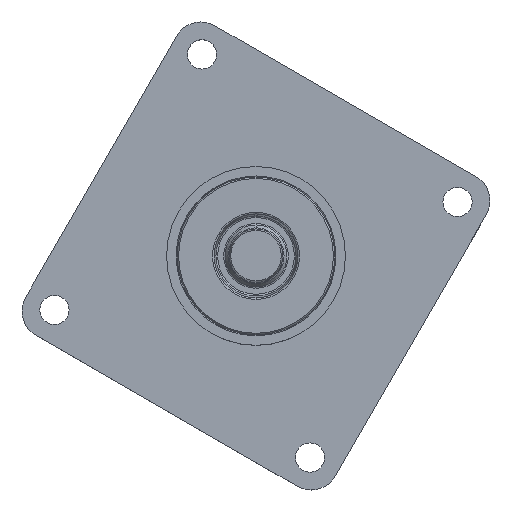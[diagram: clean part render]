
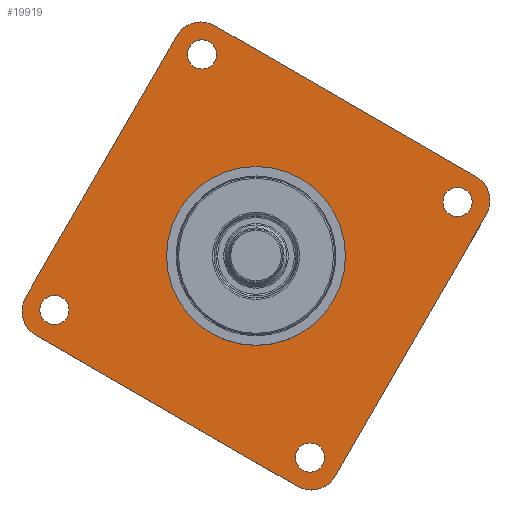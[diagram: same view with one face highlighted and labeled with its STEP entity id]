
A CAD part, top view. The second image highlights one B-rep face of the part: STEP entity #19919.
In plain terms, the highlighted planar face has unit normal (0, 0, 1).
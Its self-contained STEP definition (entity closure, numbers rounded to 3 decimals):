
#11=CARTESIAN_POINT('',(0.,0.,22.5));
#12=DIRECTION('',(0.,0.,-1.));
#13=DIRECTION('',(0.,1.,0.));
#14=AXIS2_PLACEMENT_3D('',#11,#12,#13);
#20=CARTESIAN_POINT('',(0.,0.,22.5));
#21=DIRECTION('',(0.,0.,1.));
#22=DIRECTION('',(0.,1.,0.));
#23=AXIS2_PLACEMENT_3D('',#20,#21,#22);
#29=DIRECTION('',(0.5,0.866,0.));
#30=VECTOR('',#29,53.5);
#31=CARTESIAN_POINT('',(-40.871,-7.291,22.5));
#32=LINE('',#31,#30);
#33=CARTESIAN_POINT('',(-9.791,36.541,22.5));
#34=DIRECTION('',(0.,0.,1.));
#35=DIRECTION('',(0.5,0.866,0.));
#36=AXIS2_PLACEMENT_3D('',#33,#34,#35);
#38=DIRECTION('',(0.866,-0.5,0.));
#39=VECTOR('',#38,53.5);
#40=CARTESIAN_POINT('',(-7.291,40.871,22.5));
#41=LINE('',#40,#39);
#42=CARTESIAN_POINT('',(36.541,9.791,22.5));
#43=DIRECTION('',(0.,0.,1.));
#44=DIRECTION('',(0.866,-0.5,0.));
#45=AXIS2_PLACEMENT_3D('',#42,#43,#44);
#47=DIRECTION('',(-0.5,-0.866,0.));
#48=VECTOR('',#47,53.5);
#49=CARTESIAN_POINT('',(40.871,7.291,22.5));
#50=LINE('',#49,#48);
#51=CARTESIAN_POINT('',(9.791,-36.541,22.5));
#52=DIRECTION('',(0.,0.,1.));
#53=DIRECTION('',(-0.5,-0.866,0.));
#54=AXIS2_PLACEMENT_3D('',#51,#52,#53);
#56=DIRECTION('',(-0.866,0.5,0.));
#57=VECTOR('',#56,53.5);
#58=CARTESIAN_POINT('',(7.291,-40.871,22.5));
#59=LINE('',#58,#57);
#60=CARTESIAN_POINT('',(-36.541,-9.791,22.5));
#61=DIRECTION('',(0.,0.,1.));
#62=DIRECTION('',(-0.866,0.5,0.));
#63=AXIS2_PLACEMENT_3D('',#60,#61,#62);
#65=CARTESIAN_POINT('',(9.59,-35.79,22.5));
#66=DIRECTION('',(0.,0.,-1.));
#67=DIRECTION('',(0.,-1.,0.));
#68=AXIS2_PLACEMENT_3D('',#65,#66,#67);
#70=CARTESIAN_POINT('',(9.59,-35.79,22.5));
#71=DIRECTION('',(0.,0.,-1.));
#72=DIRECTION('',(0.,1.,0.));
#73=AXIS2_PLACEMENT_3D('',#70,#71,#72);
#75=CARTESIAN_POINT('',(-35.79,-9.59,22.5));
#76=DIRECTION('',(0.,0.,-1.));
#77=DIRECTION('',(0.,-1.,0.));
#78=AXIS2_PLACEMENT_3D('',#75,#76,#77);
#80=CARTESIAN_POINT('',(-35.79,-9.59,22.5));
#81=DIRECTION('',(0.,0.,-1.));
#82=DIRECTION('',(0.,1.,0.));
#83=AXIS2_PLACEMENT_3D('',#80,#81,#82);
#85=CARTESIAN_POINT('',(35.79,9.59,22.5));
#86=DIRECTION('',(0.,0.,-1.));
#87=DIRECTION('',(0.,-1.,0.));
#88=AXIS2_PLACEMENT_3D('',#85,#86,#87);
#90=CARTESIAN_POINT('',(35.79,9.59,22.5));
#91=DIRECTION('',(0.,0.,-1.));
#92=DIRECTION('',(0.,1.,0.));
#93=AXIS2_PLACEMENT_3D('',#90,#91,#92);
#95=CARTESIAN_POINT('',(-9.59,35.79,22.5));
#96=DIRECTION('',(0.,0.,-1.));
#97=DIRECTION('',(0.,-1.,0.));
#98=AXIS2_PLACEMENT_3D('',#95,#96,#97);
#100=CARTESIAN_POINT('',(-9.59,35.79,22.5));
#101=DIRECTION('',(0.,0.,-1.));
#102=DIRECTION('',(0.,1.,0.));
#103=AXIS2_PLACEMENT_3D('',#100,#101,#102);
#16649=CARTESIAN_POINT('',(-40.871,-7.291,22.5));
#16651=VERTEX_POINT('',#16649);
#16653=CARTESIAN_POINT('',(-14.121,39.041,22.5));
#16655=VERTEX_POINT('',#16653);
#16657=CARTESIAN_POINT('',(-7.291,40.871,22.5));
#16659=VERTEX_POINT('',#16657);
#16661=CARTESIAN_POINT('',(39.041,14.121,22.5));
#16663=VERTEX_POINT('',#16661);
#16665=CARTESIAN_POINT('',(40.871,7.291,22.5));
#16667=VERTEX_POINT('',#16665);
#16669=CARTESIAN_POINT('',(14.121,-39.041,22.5));
#16671=VERTEX_POINT('',#16669);
#16673=CARTESIAN_POINT('',(7.291,-40.871,22.5));
#16675=VERTEX_POINT('',#16673);
#16677=CARTESIAN_POINT('',(-39.041,-14.121,22.5));
#16679=VERTEX_POINT('',#16677);
#16681=CARTESIAN_POINT('',(0.,15.875,22.5));
#16682=CARTESIAN_POINT('',(0.,-15.875,22.5));
#16683=VERTEX_POINT('',#16681);
#16684=VERTEX_POINT('',#16682);
#16689=CARTESIAN_POINT('',(-9.59,33.19,22.5));
#16690=CARTESIAN_POINT('',(-9.59,38.39,22.5));
#16691=VERTEX_POINT('',#16689);
#16692=VERTEX_POINT('',#16690);
#16697=CARTESIAN_POINT('',(35.79,6.99,22.5));
#16698=CARTESIAN_POINT('',(35.79,12.19,22.5));
#16699=VERTEX_POINT('',#16697);
#16700=VERTEX_POINT('',#16698);
#16705=CARTESIAN_POINT('',(-35.79,-12.19,22.5));
#16706=CARTESIAN_POINT('',(-35.79,-6.99,22.5));
#16707=VERTEX_POINT('',#16705);
#16708=VERTEX_POINT('',#16706);
#16713=CARTESIAN_POINT('',(9.59,-38.39,22.5));
#16714=CARTESIAN_POINT('',(9.59,-33.19,22.5));
#16715=VERTEX_POINT('',#16713);
#16716=VERTEX_POINT('',#16714);
#19868=CARTESIAN_POINT('',(0.,0.,22.5));
#19869=DIRECTION('',(0.,0.,-1.));
#19870=DIRECTION('',(0.,1.,0.));
#19871=AXIS2_PLACEMENT_3D('',#19868,#19869,#19870);
#19872=PLANE('',#19871);
#19874=ORIENTED_EDGE('',*,*,#19873,.T.);
#19876=ORIENTED_EDGE('',*,*,#19875,.F.);
#19878=ORIENTED_EDGE('',*,*,#19877,.T.);
#19880=ORIENTED_EDGE('',*,*,#19879,.F.);
#19882=ORIENTED_EDGE('',*,*,#19881,.T.);
#19884=ORIENTED_EDGE('',*,*,#19883,.F.);
#19886=ORIENTED_EDGE('',*,*,#19885,.T.);
#19888=ORIENTED_EDGE('',*,*,#19887,.F.);
#19889=EDGE_LOOP('',(#19874,#19876,#19878,#19880,#19882,#19884,#19886,#19888));
#19890=FACE_OUTER_BOUND('',#19889,.F.);
#19892=ORIENTED_EDGE('',*,*,#19891,.F.);
#19894=ORIENTED_EDGE('',*,*,#19893,.F.);
#19895=EDGE_LOOP('',(#19892,#19894));
#19896=FACE_BOUND('',#19895,.F.);
#19898=ORIENTED_EDGE('',*,*,#19897,.F.);
#19900=ORIENTED_EDGE('',*,*,#19899,.F.);
#19901=EDGE_LOOP('',(#19898,#19900));
#19902=FACE_BOUND('',#19901,.F.);
#19904=ORIENTED_EDGE('',*,*,#19903,.F.);
#19906=ORIENTED_EDGE('',*,*,#19905,.F.);
#19907=EDGE_LOOP('',(#19904,#19906));
#19908=FACE_BOUND('',#19907,.F.);
#19909=ORIENTED_EDGE('',*,*,#19862,.T.);
#19910=ORIENTED_EDGE('',*,*,#19848,.F.);
#19911=EDGE_LOOP('',(#19909,#19910));
#19912=FACE_BOUND('',#19911,.F.);
#19914=ORIENTED_EDGE('',*,*,#19913,.F.);
#19916=ORIENTED_EDGE('',*,*,#19915,.F.);
#19917=EDGE_LOOP('',(#19914,#19916));
#19918=FACE_BOUND('',#19917,.F.);
#15=CIRCLE('',#14,15.875);
#24=CIRCLE('',#23,15.875);
#37=CIRCLE('',#36,5.);
#46=CIRCLE('',#45,5.);
#55=CIRCLE('',#54,5.);
#64=CIRCLE('',#63,5.);
#69=CIRCLE('',#68,2.6);
#74=CIRCLE('',#73,2.6);
#79=CIRCLE('',#78,2.6);
#84=CIRCLE('',#83,2.6);
#89=CIRCLE('',#88,2.6);
#94=CIRCLE('',#93,2.6);
#99=CIRCLE('',#98,2.6);
#104=CIRCLE('',#103,2.6);
#19848=EDGE_CURVE('',#16683,#16684,#15,.T.);
#19862=EDGE_CURVE('',#16683,#16684,#24,.T.);
#19873=EDGE_CURVE('',#16651,#16655,#32,.T.);
#19875=EDGE_CURVE('',#16659,#16655,#37,.T.);
#19877=EDGE_CURVE('',#16659,#16663,#41,.T.);
#19879=EDGE_CURVE('',#16667,#16663,#46,.T.);
#19881=EDGE_CURVE('',#16667,#16671,#50,.T.);
#19883=EDGE_CURVE('',#16675,#16671,#55,.T.);
#19885=EDGE_CURVE('',#16675,#16679,#59,.T.);
#19887=EDGE_CURVE('',#16651,#16679,#64,.T.);
#19891=EDGE_CURVE('',#16715,#16716,#69,.T.);
#19893=EDGE_CURVE('',#16716,#16715,#74,.T.);
#19897=EDGE_CURVE('',#16707,#16708,#79,.T.);
#19899=EDGE_CURVE('',#16708,#16707,#84,.T.);
#19903=EDGE_CURVE('',#16699,#16700,#89,.T.);
#19905=EDGE_CURVE('',#16700,#16699,#94,.T.);
#19913=EDGE_CURVE('',#16691,#16692,#99,.T.);
#19915=EDGE_CURVE('',#16692,#16691,#104,.T.);
#19919=ADVANCED_FACE('',(#19890,#19896,#19902,#19908,#19912,#19918),#19872,.F.);
